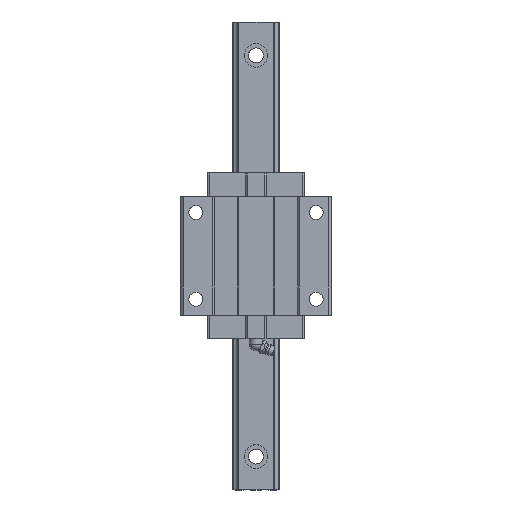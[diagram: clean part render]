
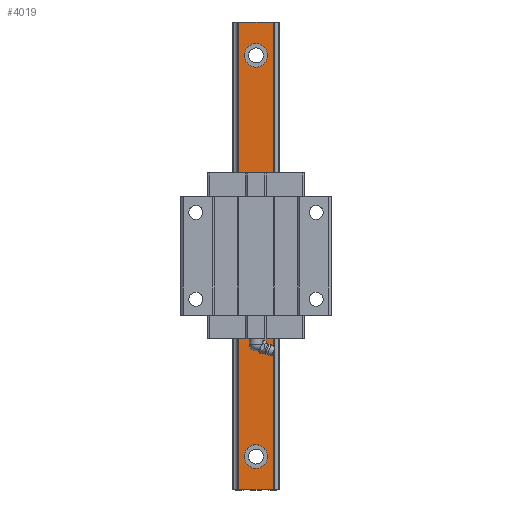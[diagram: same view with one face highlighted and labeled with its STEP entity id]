
A CAD part, top view. The second image highlights one B-rep face of the part: STEP entity #4019.
In plain terms, the highlighted planar face has unit normal (0, 0, 1).
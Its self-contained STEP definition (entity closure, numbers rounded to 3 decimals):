
#189=CIRCLE('',#5165,7.);
#196=CIRCLE('',#5182,7.);
#203=CIRCLE('',#5199,7.);
#205=CIRCLE('',#5207,7.);
#440=ORIENTED_EDGE('',*,*,#1568,.T.);
#441=ORIENTED_EDGE('',*,*,#1583,.T.);
#442=ORIENTED_EDGE('',*,*,#1598,.T.);
#443=ORIENTED_EDGE('',*,*,#1613,.T.);
#444=ORIENTED_EDGE('',*,*,#1614,.F.);
#445=ORIENTED_EDGE('',*,*,#1612,.F.);
#446=ORIENTED_EDGE('',*,*,#1615,.T.);
#447=ORIENTED_EDGE('',*,*,#1616,.T.);
#1568=EDGE_CURVE('',#2166,#2166,#189,.T.);
#1583=EDGE_CURVE('',#2177,#2177,#196,.T.);
#1598=EDGE_CURVE('',#2188,#2188,#203,.T.);
#1612=EDGE_CURVE('',#2200,#2198,#2595,.T.);
#1613=EDGE_CURVE('',#2201,#2201,#205,.T.);
#1614=EDGE_CURVE('',#2198,#2202,#2596,.T.);
#1615=EDGE_CURVE('',#2200,#2203,#2597,.T.);
#1616=EDGE_CURVE('',#2203,#2202,#2598,.T.);
#2166=VERTEX_POINT('',#6734);
#2177=VERTEX_POINT('',#6766);
#2188=VERTEX_POINT('',#6798);
#2198=VERTEX_POINT('',#6823);
#2200=VERTEX_POINT('',#6827);
#2201=VERTEX_POINT('',#6831);
#2202=VERTEX_POINT('',#6833);
#2203=VERTEX_POINT('',#6835);
#2595=LINE('',#6828,#2969);
#2596=LINE('',#6832,#2970);
#2597=LINE('',#6834,#2971);
#2598=LINE('',#6836,#2972);
#2969=VECTOR('',#5682,1000.);
#2970=VECTOR('',#5687,1000.);
#2971=VECTOR('',#5688,1000.);
#2972=VECTOR('',#5689,1000.);
#3351=EDGE_LOOP('',(#440));
#3352=EDGE_LOOP('',(#441));
#3353=EDGE_LOOP('',(#442));
#3354=EDGE_LOOP('',(#443));
#3355=EDGE_LOOP('',(#444,#445,#446,#447));
#3622=FACE_BOUND('',#3351,.T.);
#3623=FACE_BOUND('',#3352,.T.);
#3624=FACE_BOUND('',#3353,.T.);
#3625=FACE_BOUND('',#3354,.T.);
#3626=FACE_BOUND('',#3355,.T.);
#3878=PLANE('',#5206);
#4019=ADVANCED_FACE('',(#3622,#3623,#3624,#3625,#3626),#3878,.T.);
#5165=AXIS2_PLACEMENT_3D('',#6733,#5581,#5582);
#5182=AXIS2_PLACEMENT_3D('',#6765,#5619,#5620);
#5199=AXIS2_PLACEMENT_3D('',#6797,#5657,#5658);
#5206=AXIS2_PLACEMENT_3D('',#6829,#5683,#5684);
#5207=AXIS2_PLACEMENT_3D('',#6830,#5685,#5686);
#5581=DIRECTION('',(0.,0.,-1.));
#5582=DIRECTION('',(1.,0.,0.));
#5619=DIRECTION('',(0.,0.,-1.));
#5620=DIRECTION('',(1.,0.,0.));
#5657=DIRECTION('',(0.,0.,-1.));
#5658=DIRECTION('',(1.,0.,0.));
#5682=DIRECTION('',(0.,1.,0.));
#5683=DIRECTION('',(0.,0.,1.));
#5684=DIRECTION('',(1.,0.,0.));
#5685=DIRECTION('',(0.,0.,-1.));
#5686=DIRECTION('',(1.,0.,0.));
#5687=DIRECTION('',(1.,0.,0.));
#5688=DIRECTION('',(1.,0.,0.));
#5689=DIRECTION('',(0.,1.,0.));
#6733=CARTESIAN_POINT('',(0.,-120.,26.));
#6734=CARTESIAN_POINT('',(7.,-120.,26.));
#6765=CARTESIAN_POINT('',(0.,-40.,26.));
#6766=CARTESIAN_POINT('',(7.,-40.,26.));
#6797=CARTESIAN_POINT('',(0.,40.,26.));
#6798=CARTESIAN_POINT('',(7.,40.,26.));
#6823=CARTESIAN_POINT('',(-10.2,140.,26.));
#6827=CARTESIAN_POINT('',(-10.2,-140.,26.));
#6828=CARTESIAN_POINT('',(-10.2,-140.,26.));
#6829=CARTESIAN_POINT('',(-10.2,-140.,26.));
#6830=CARTESIAN_POINT('',(0.,120.,26.));
#6831=CARTESIAN_POINT('',(7.,120.,26.));
#6832=CARTESIAN_POINT('',(-10.2,140.,26.));
#6833=CARTESIAN_POINT('',(10.2,140.,26.));
#6834=CARTESIAN_POINT('',(-10.2,-140.,26.));
#6835=CARTESIAN_POINT('',(10.2,-140.,26.));
#6836=CARTESIAN_POINT('',(10.2,-140.,26.));
